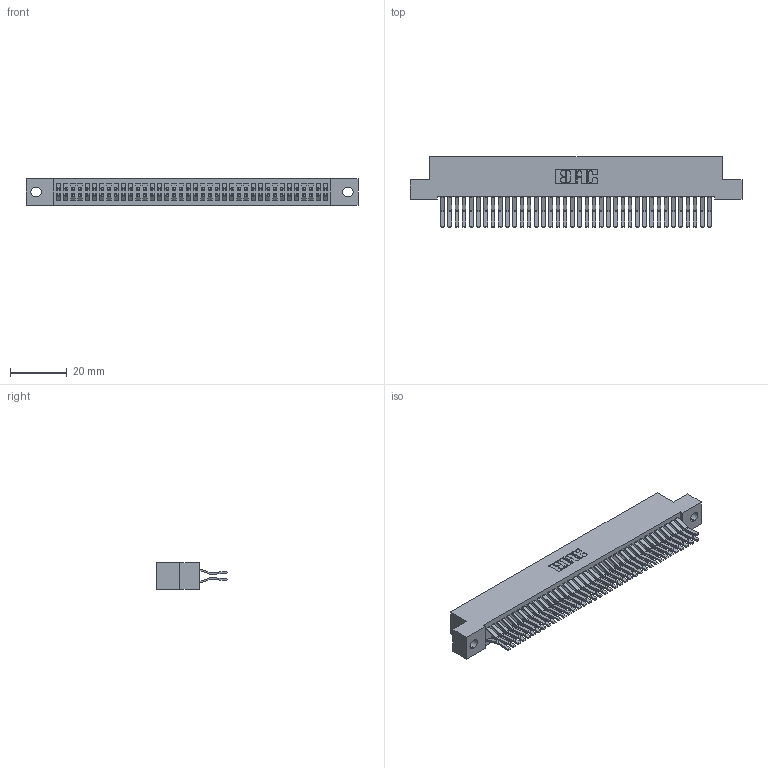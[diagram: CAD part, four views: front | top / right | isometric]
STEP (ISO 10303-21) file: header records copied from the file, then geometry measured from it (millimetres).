
FILE_DESCRIPTION (( 'STEP AP203' ), '1' );
FILE_NAME ('342-076-560-202.STEP', '2018-08-13T12:55:47', ( '' ), ( '' ), 'SwSTEP 2.0', 'SolidWorks 2016', '' );
FILE_SCHEMA (( 'CONFIG_CONTROL_DESIGN' ));
Length unit declared in the file: inch
Products named in the file (3): 342-076-560-202; 342 Part_.128 Slot; 345-292-001_560 Tail
Assembly tree (77 placements, depth 2):
  342-076-560-202
    342 Part_.128 Slot
    345-292-001_560 Tail  x76
Bounding box: 116.84 x 24.78 x 9.4 mm (x, y, z)
Volume: 10925.9 mm3; surface area: 18642.1 mm2
Topology: 77 solids, 77 shells, 4218 faces, 12547 edges, 8262 vertices
Faces by surface type: plane 2806, cylinder 1412
Entity records: 25055 total; most frequent: CARTESIAN_POINT 4158, ORIENTED_EDGE 4094, DIRECTION 3563, EDGE_CURVE 2047, VECTOR 1915, LINE 1915, VERTEX_POINT 1362, AXIS2_PLACEMENT_3D 824
